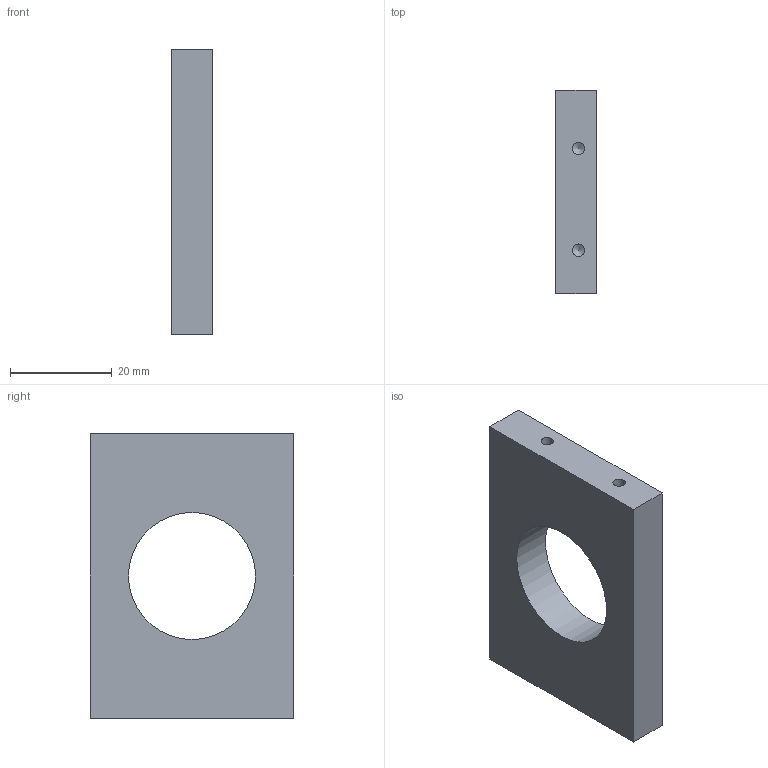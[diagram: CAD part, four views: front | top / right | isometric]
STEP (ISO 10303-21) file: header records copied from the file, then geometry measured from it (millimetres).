
FILE_DESCRIPTION(/* description */ (''),/* implementation_level */ '2;1');
FILE_NAME(/* name */ 'CoolingWallsDetection.stp',/* time_stamp */ '2021-08-30T14:05:52+02:00',/* author */ ('Charlene Brillard'),/* organization */ (''),/* preprocessor_version */ 'ST-DEVELOPER v16.5',/* originating_system */ 'Autodesk Inventor 2017',/* authorisation */ '');
FILE_SCHEMA (('AUTOMOTIVE_DESIGN { 1 0 10303 214 3 1 1 }'));
Length unit declared in the file: millimetre
Products named in the file (1): CoolingWalls
Bounding box: 8 x 40 x 56 mm (x, y, z)
Volume: 13821.2 mm3; surface area: 5937.7 mm2
Topology: 1 solids, 1 shells, 15 faces, 35 edges, 22 vertices
Faces by surface type: plane 6, cylinder 5, cone 4
Full cylindrical faces by diameter (mm): 2.459 x4, 25 x1
Entity records: 380 total; most frequent: DIRECTION 64, CARTESIAN_POINT 56, ORIENTED_EDGE 44, EDGE_LOOP 26, AXIS2_PLACEMENT_3D 26, EDGE_CURVE 22, VERTEX_POINT 18, FACE_OUTER_BOUND 15
